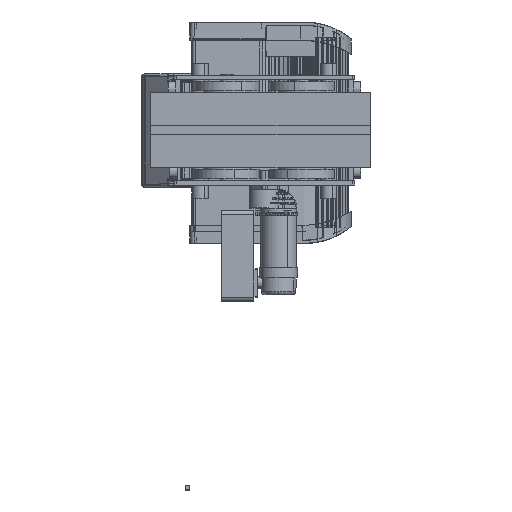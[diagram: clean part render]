
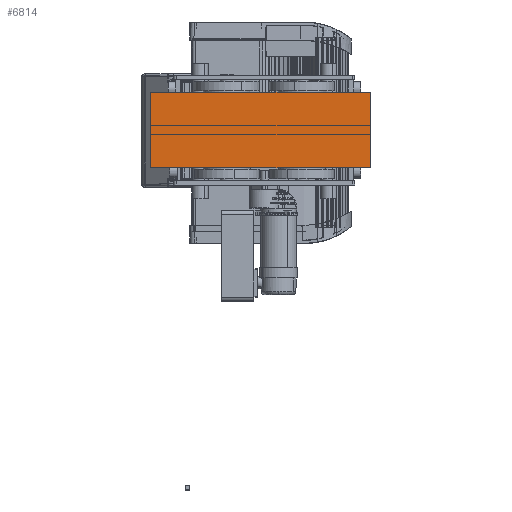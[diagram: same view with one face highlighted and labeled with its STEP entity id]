
A CAD part, top view. The second image highlights one B-rep face of the part: STEP entity #6814.
In plain terms, the highlighted planar face has unit normal (0, 0, 1).
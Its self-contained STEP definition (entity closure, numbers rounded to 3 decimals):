
#6814=ADVANCED_FACE('',(#15794),#15795,.T.);
#10945=EDGE_CURVE('',#17451,#18905,#21621,.T.);
#15794=FACE_OUTER_BOUND('',#35378,.T.);
#15795=PLANE('',#35379);
#17451=VERTEX_POINT('',#42150);
#18905=VERTEX_POINT('',#44389);
#21621=LINE('',#50019,#50020);
#35378=EDGE_LOOP('',(#64070,#64071,#64072,#64073));
#35379=AXIS2_PLACEMENT_3D('',#64074,#64075,#64076);
#42150=CARTESIAN_POINT('',(291.0,100.0,266.67));
#44389=CARTESIAN_POINT('',(291.0,-100.,266.67));
#50019=CARTESIAN_POINT('',(291.0,100.0,266.67));
#50020=VECTOR('',#76641,1.0);
#64070=ORIENTED_EDGE('',*,*,#220746,.T.);
#64071=ORIENTED_EDGE('',*,*,#220708,.F.);
#64072=ORIENTED_EDGE('',*,*,#10945,.F.);
#64073=ORIENTED_EDGE('',*,*,#219536,.T.);
#64074=CARTESIAN_POINT('',(291.0,0.,266.67));
#64075=DIRECTION('',(0.0,0.0,1.0));
#64076=DIRECTION('',(-0.0,1.0,-0.0));
#76641=DIRECTION('',(0.0,-1.0,0.0));
#219536=EDGE_CURVE('',#17451,#242986,#242988,.T.);
#220708=EDGE_CURVE('',#18905,#244877,#244879,.T.);
#220746=EDGE_CURVE('',#242986,#244877,#244933,.T.);
#242986=VERTEX_POINT('',#256916);
#242988=LINE('',#256919,#256920);
#244877=VERTEX_POINT('',#260017);
#244879=LINE('',#260020,#260021);
#244933=LINE('',#260087,#260088);
#256916=CARTESIAN_POINT('',(-291.0,100.0,266.67));
#256919=CARTESIAN_POINT('',(291.0,100.0,266.67));
#256920=VECTOR('',#278557,1.0);
#260017=CARTESIAN_POINT('',(-291.0,-100.,266.67));
#260020=CARTESIAN_POINT('',(291.0,-100.,266.67));
#260021=VECTOR('',#280316,1.0);
#260087=CARTESIAN_POINT('',(-291.0,100.0,266.67));
#260088=VECTOR('',#280371,1.0);
#278557=DIRECTION('',(-1.0,0.0,0.0));
#280316=DIRECTION('',(-1.0,0.0,0.0));
#280371=DIRECTION('',(0.0,-1.0,0.0));
